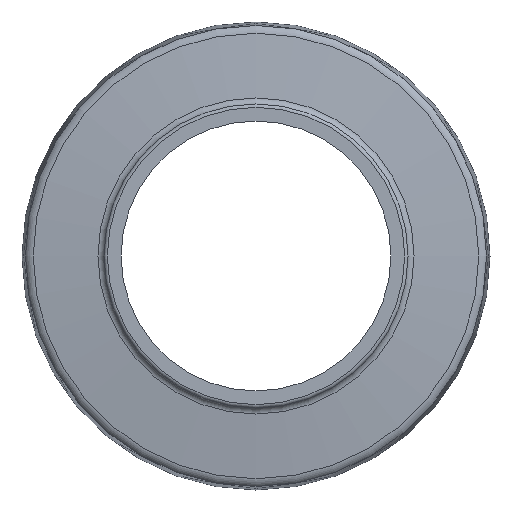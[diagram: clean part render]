
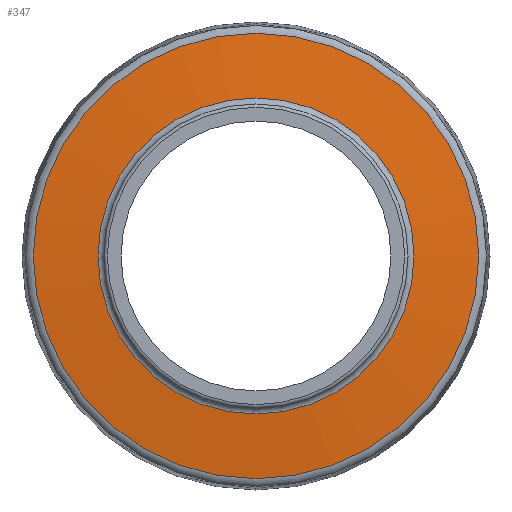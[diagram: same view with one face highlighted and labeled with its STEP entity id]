
A CAD part, left-side view. The second image highlights one B-rep face of the part: STEP entity #347.
In plain terms, the highlighted conical face has half-angle 84 degrees and reference radius 47.393 mm.
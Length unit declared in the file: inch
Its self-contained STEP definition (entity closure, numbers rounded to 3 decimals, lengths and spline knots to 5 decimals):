
#27=LINE('',#913,#35);
#35=VECTOR('',#529,1.86585);
#43=CONICAL_SURFACE('',#419,1.86585,1.466);
#58=FACE_OUTER_BOUND('',#77,.T.);
#77=EDGE_LOOP('',(#279,#280,#281,#282,#283,#284));
#91=CIRCLE('',#378,1.86585);
#95=CIRCLE('',#382,1.86585);
#99=CIRCLE('',#387,1.32373);
#100=CIRCLE('',#388,1.32373);
#134=VERTEX_POINT('',#575);
#135=VERTEX_POINT('',#576);
#140=VERTEX_POINT('',#589);
#141=VERTEX_POINT('',#591);
#172=EDGE_CURVE('',#134,#135,#91,.T.);
#176=EDGE_CURVE('',#135,#134,#95,.T.);
#180=EDGE_CURVE('',#141,#140,#99,.T.);
#181=EDGE_CURVE('',#140,#141,#100,.T.);
#209=EDGE_CURVE('',#134,#141,#27,.T.);
#279=ORIENTED_EDGE('',*,*,#172,.F.);
#280=ORIENTED_EDGE('',*,*,#209,.T.);
#281=ORIENTED_EDGE('',*,*,#180,.T.);
#282=ORIENTED_EDGE('',*,*,#181,.T.);
#283=ORIENTED_EDGE('',*,*,#209,.F.);
#284=ORIENTED_EDGE('',*,*,#176,.F.);
#347=ADVANCED_FACE('',(#58),#43,.T.);
#378=AXIS2_PLACEMENT_3D('',#577,#443,#444);
#382=AXIS2_PLACEMENT_3D('',#583,#451,#452);
#387=AXIS2_PLACEMENT_3D('',#592,#461,#462);
#388=AXIS2_PLACEMENT_3D('',#593,#463,#464);
#419=AXIS2_PLACEMENT_3D('',#912,#527,#528);
#443=DIRECTION('center_axis',(1.,0.,0.));
#444=DIRECTION('ref_axis',(0.,0.,1.));
#451=DIRECTION('center_axis',(1.,0.,0.));
#452=DIRECTION('ref_axis',(0.,0.,1.));
#461=DIRECTION('center_axis',(1.,0.,0.));
#462=DIRECTION('ref_axis',(0.,0.,-1.));
#463=DIRECTION('center_axis',(1.,0.,0.));
#464=DIRECTION('ref_axis',(0.,0.,-1.));
#527=DIRECTION('center_axis',(1.,0.,0.));
#528=DIRECTION('ref_axis',(0.,0.,-1.));
#529=DIRECTION('',(-0.105,0.,-0.995));
#575=CARTESIAN_POINT('',(-0.88335,0.,1.86585));
#576=CARTESIAN_POINT('',(-0.88335,0.,-1.86585));
#577=CARTESIAN_POINT('Origin',(-0.88335,0.,0.));
#583=CARTESIAN_POINT('Origin',(-0.88335,0.,0.));
#589=CARTESIAN_POINT('',(-0.94033,0.,-1.32373));
#591=CARTESIAN_POINT('',(-0.94033,0.,1.32373));
#592=CARTESIAN_POINT('Origin',(-0.94033,0.,0.));
#593=CARTESIAN_POINT('Origin',(-0.94033,0.,0.));
#912=CARTESIAN_POINT('Origin',(-0.88335,0.,0.));
#913=CARTESIAN_POINT('',(-0.88335,0.,1.86585));
